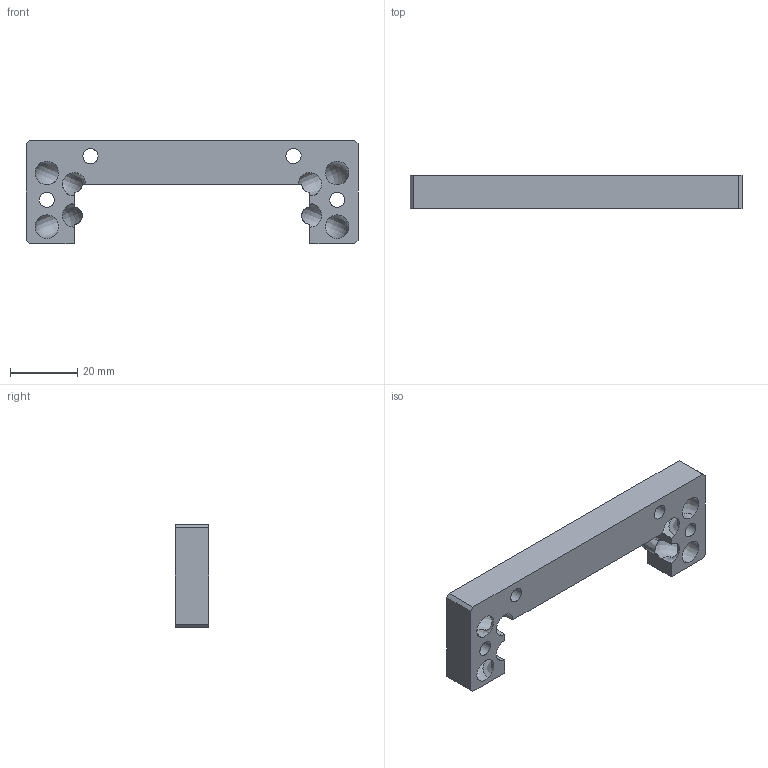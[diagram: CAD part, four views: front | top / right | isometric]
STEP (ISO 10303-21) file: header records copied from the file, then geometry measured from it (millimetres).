
FILE_DESCRIPTION(/* description */ (''),/* implementation_level */ '2;1');
FILE_NAME(/* name */ 'return',/* time_stamp */ '2020-01-23T15:52:20+01:00',/* author */ (''),/* organization */ (''),/* preprocessor_version */ 'ST-DEVELOPER v16.5',/* originating_system */ '',/* authorisation */ '');
FILE_SCHEMA (('AUTOMOTIVE_DESIGN'));
Length unit declared in the file: millimetre
Products named in the file (1): Document
Bounding box: 98.61 x 10 x 30.64 mm (x, y, z)
Volume: 15226.4 mm3; surface area: 7751.7 mm2
Topology: 1 solids, 1 shells, 44 faces, 138 edges, 92 vertices
Faces by surface type: bspline 38, plane 6
Entity records: 2415 total; most frequent: CARTESIAN_POINT 1680, ORIENTED_EDGE 276, EDGE_CURVE 138, VERTEX_POINT 92, EDGE_LOOP 56, ADVANCED_FACE 44, FACE_OUTER_BOUND 44, B_SPLINE_CURVE_WITH_KNOTS 30
